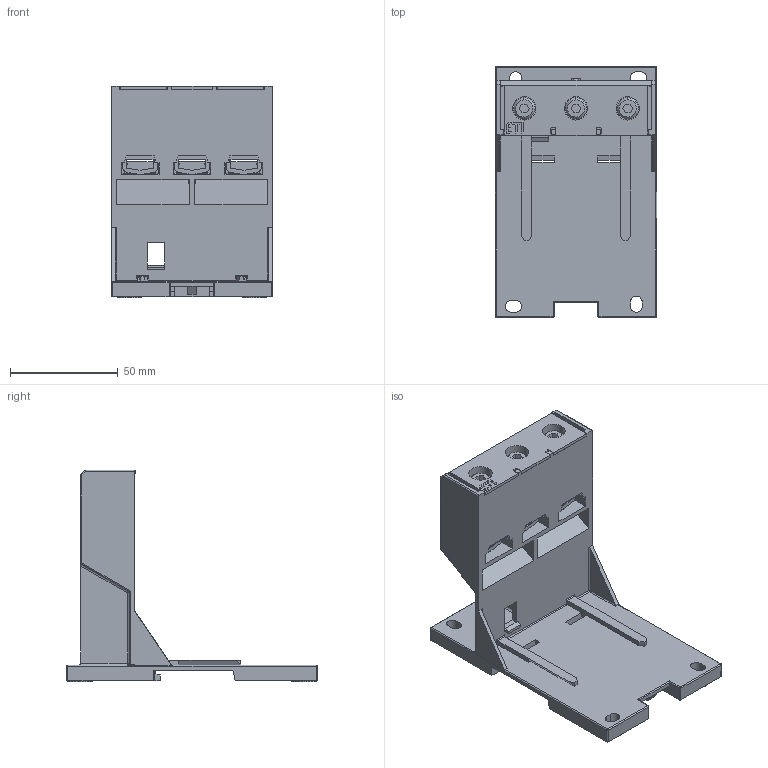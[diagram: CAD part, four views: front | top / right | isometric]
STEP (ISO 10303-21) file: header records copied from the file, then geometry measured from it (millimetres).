
FILE_DESCRIPTION((''),'2;1');
FILE_NAME('BF117D_3DEMA_ASM','2021-06-11T',('marketing.praksa'),('Audax d.o.o.'),'CREO PARAMETRIC BY PTC INC, 2017480','CREO PARAMETRIC BY PTC INC, 2017480','');
FILE_SCHEMA(('AUTOMOTIVE_DESIGN { 1 0 10303 214 1 1 1 1 }'));
Length unit declared in the file: millimetre
Products named in the file (15): 1660154304_1; 1660154304_3; 1660154304_4; 1660154304_5; 1660154304_6; 1660154304_7; 1660154304_8; 1660154304_9; 1660154304_10; 1660154304_11; 1660154304_12; 1660154304_13; 1660154304_14; PRT9562; BF117D_3DEMA_ASM
Assembly tree (14 placements, depth 2):
  BF117D_3DEMA_ASM
    1660154304_1
    1660154304_3
    1660154304_4
    1660154304_5
    1660154304_6
    1660154304_7
    1660154304_8
    1660154304_9
    1660154304_10
    1660154304_11
    1660154304_12
    1660154304_13
    1660154304_14
    PRT9562
Bounding box: 75.02 x 116.38 x 98.3 mm (x, y, z)
Volume: 109249.6 mm3; surface area: 74606.7 mm2
Topology: 16 solids, 18 shells, 794 faces, 2167 edges, 1402 vertices
Faces by surface type: plane 496, cylinder 270, sphere 12, bspline 8, cone 6, torus 2
Entity records: 38870 total; most frequent: CARTESIAN_POINT 5272, ORIENTED_EDGE 4330, DIRECTION 4234, PRESENTATION_STYLE_ASSIGNMENT 2975, STYLED_ITEM 2975, CURVE_STYLE 2165, EDGE_CURVE 2165, VECTOR 1572
